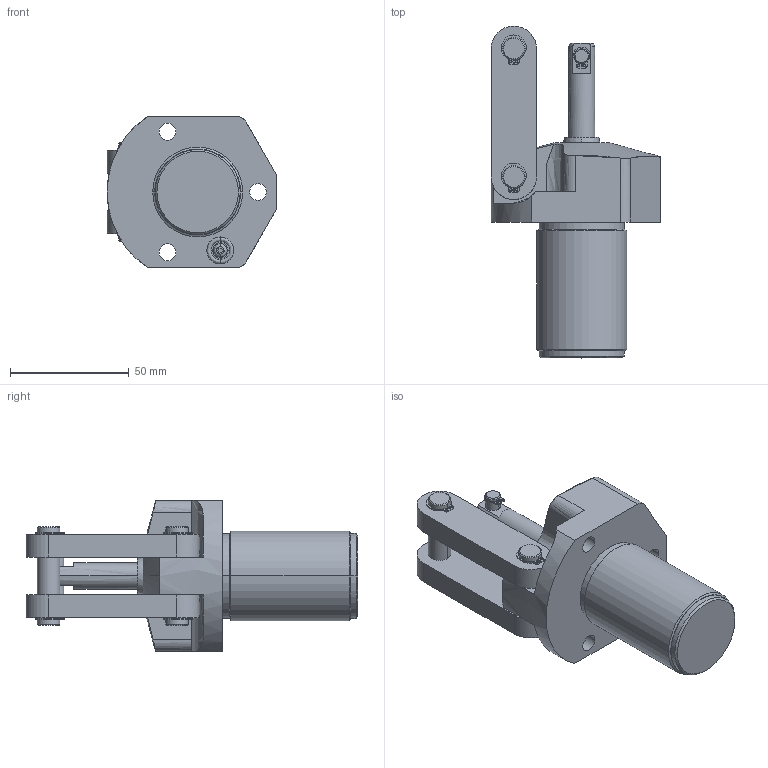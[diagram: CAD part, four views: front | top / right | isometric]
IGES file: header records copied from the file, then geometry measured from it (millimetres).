
Start section:  PTC IGES file: ilc16610600.igs
Global section: file name: ilc16610600.igs; native system: Creo Parametric by PTC Inc.; preprocessor: 2021164; author: rkuestersteffen; organization: Unknown; date: 20230213.132018; units: inch
Bounding box: 71.42 x 139.7 x 63.5 mm (x, y, z)
Surface area: 42718.9 mm2 (no closed solid volume)
Topology: 0 solids, 0 shells, 262 faces, 1348 edges, 1346 vertices
Faces by surface type: revolution 155, bspline 107
